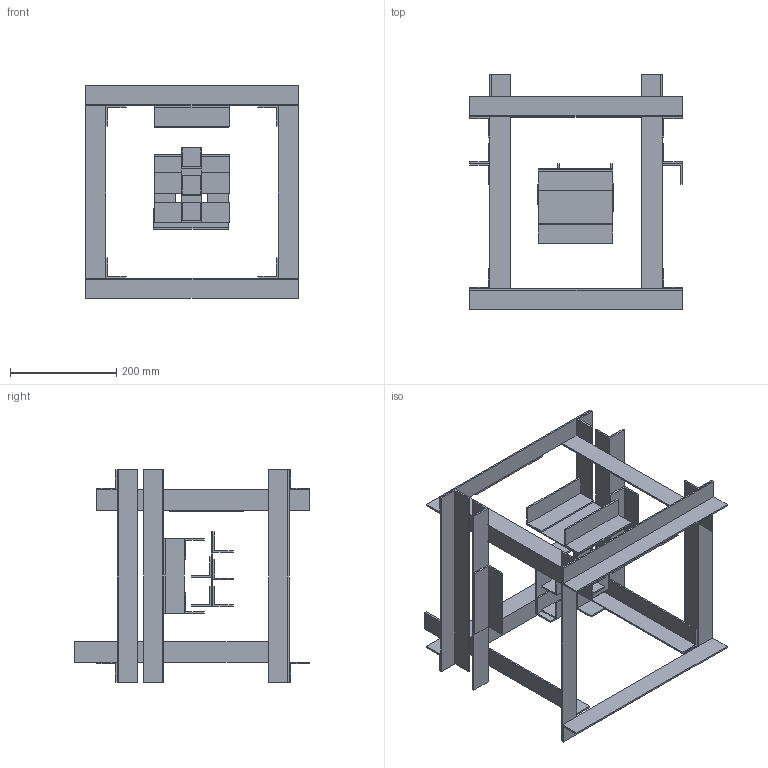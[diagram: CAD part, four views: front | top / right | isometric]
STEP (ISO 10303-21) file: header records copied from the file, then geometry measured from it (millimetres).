
FILE_DESCRIPTION (( 'STEP AP203' ), '1' );
FILE_NAME ('AssemblyBare.STEP', '2012-03-19T17:48:57', ( '' ), ( '' ), 'SwSTEP 2.0', 'SolidWorks 2010', '' );
FILE_SCHEMA (( 'CONFIG_CONTROL_DESIGN' ));
Length unit declared in the file: millimetre
Products named in the file (6): AssemblyBare; BareFrameAngle; BarePlatform; BareAxisAngle; SpindleBar; SpindleAngle
Assembly tree (31 placements, depth 2):
  AssemblyBare
    BareAxisAngle  x12
    BareFrameAngle  x14
    SpindleAngle  x3
    BarePlatform
    SpindleBar
Bounding box: 400 x 441.9 x 400 mm (x, y, z)
Volume: 1676948 mm3; surface area: 1190267.4 mm2
Topology: 31 solids, 31 shells, 244 faces, 546 edges, 364 vertices
Faces by surface type: plane 244
Entity records: 2426 total; most frequent: DIRECTION 218, CARTESIAN_POINT 200, ORIENTED_EDGE 156, COORDINATED_UNIVERSAL_TIME_OFFSET 92, LOCAL_TIME 92, CALENDAR_DATE 92, DATE_AND_TIME 92, PERSON_AND_ORGANIZATION 79
